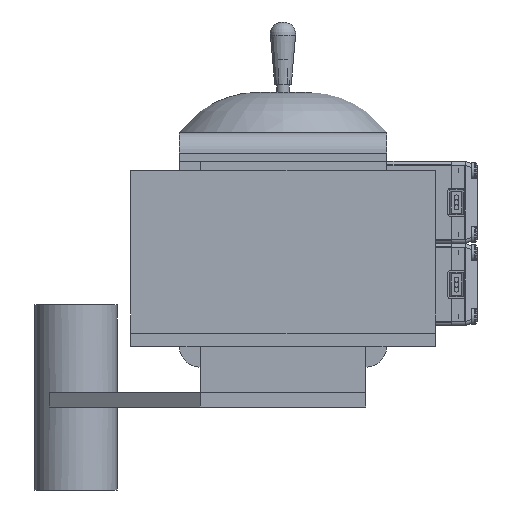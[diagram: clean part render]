
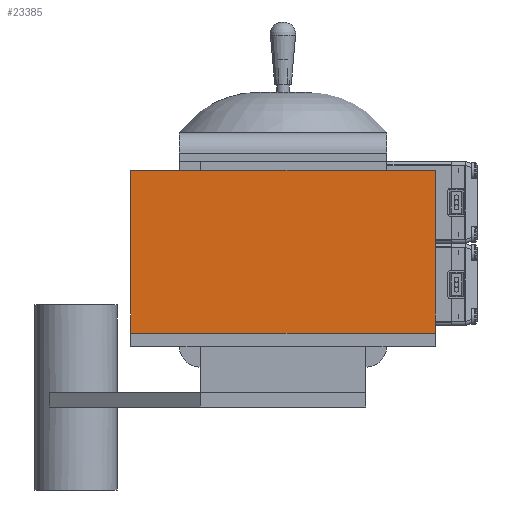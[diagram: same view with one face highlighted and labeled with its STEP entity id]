
A CAD part, front view. The second image highlights one B-rep face of the part: STEP entity #23385.
In plain terms, the highlighted planar face has unit normal (0, -1, 0).
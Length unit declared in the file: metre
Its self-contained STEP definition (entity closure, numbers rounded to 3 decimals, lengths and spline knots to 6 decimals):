
#3168=LINE('',#39297,#5084);
#3178=LINE('',#39315,#5094);
#3180=LINE('',#39319,#5096);
#3181=LINE('',#39322,#5097);
#5084=VECTOR('',#31920,1.);
#5094=VECTOR('',#31934,1.);
#5096=VECTOR('',#31938,1.);
#5097=VECTOR('',#31943,1.);
#6119=PLANE('',#26071);
#11317=ORIENTED_EDGE('',*,*,#14437,.T.);
#11318=ORIENTED_EDGE('',*,*,#14449,.T.);
#11319=ORIENTED_EDGE('',*,*,#14447,.F.);
#11320=ORIENTED_EDGE('',*,*,#14450,.T.);
#14437=EDGE_CURVE('',#16790,#16788,#3168,.T.);
#14447=EDGE_CURVE('',#16795,#16796,#3178,.T.);
#14449=EDGE_CURVE('',#16788,#16796,#3180,.T.);
#14450=EDGE_CURVE('',#16795,#16790,#3181,.T.);
#16788=VERTEX_POINT('',#39295);
#16790=VERTEX_POINT('',#39298);
#16795=VERTEX_POINT('',#39314);
#16796=VERTEX_POINT('',#39316);
#19924=EDGE_LOOP('',(#11317,#11318,#11319,#11320));
#21732=FACE_BOUND('',#19924,.T.);
#23385=ADVANCED_FACE('',(#21732),#6119,.T.);
#26071=AXIS2_PLACEMENT_3D('',#39321,#31941,#31942);
#31920=DIRECTION('',(0.,0.,-1.));
#31934=DIRECTION('',(0.,0.,-1.));
#31938=DIRECTION('',(1.,0.,0.));
#31941=DIRECTION('',(0.,-1.,0.));
#31942=DIRECTION('',(0.,0.,-1.));
#31943=DIRECTION('',(-1.,0.,0.));
#39295=CARTESIAN_POINT('',(-0.03665,-0.14285,0.0032));
#39297=CARTESIAN_POINT('',(-0.03665,-0.14285,0.04245));
#39298=CARTESIAN_POINT('',(-0.03665,-0.14285,0.04245));
#39314=CARTESIAN_POINT('',(0.03665,-0.14285,0.04245));
#39315=CARTESIAN_POINT('',(0.03665,-0.14285,0.04245));
#39316=CARTESIAN_POINT('',(0.03665,-0.14285,0.0032));
#39319=CARTESIAN_POINT('',(-0.011675,-0.14285,0.0032));
#39321=CARTESIAN_POINT('',(-0.028326,-0.14285,0.04245));
#39322=CARTESIAN_POINT('',(-0.028326,-0.14285,0.04245));
